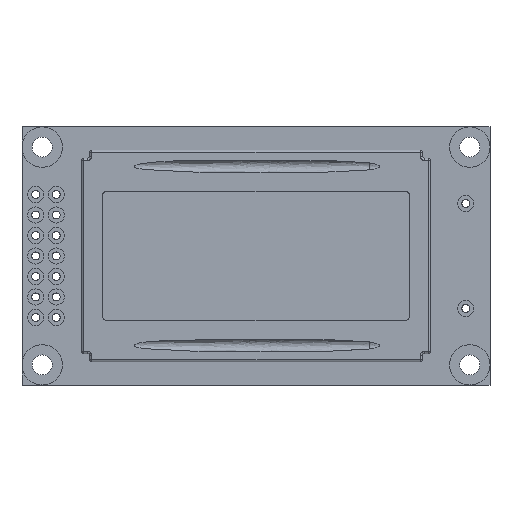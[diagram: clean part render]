
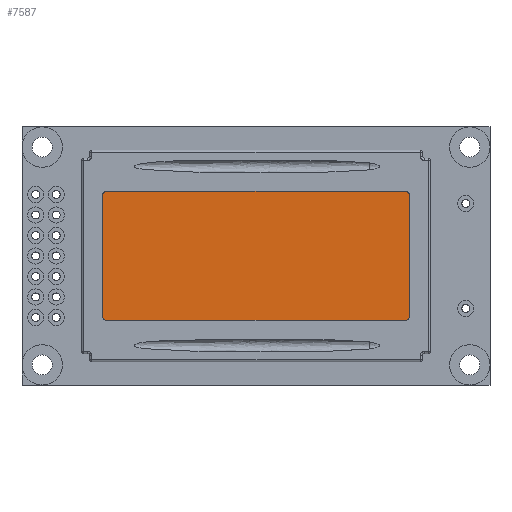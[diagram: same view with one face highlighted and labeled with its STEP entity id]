
A CAD part, top view. The second image highlights one B-rep face of the part: STEP entity #7587.
In plain terms, the highlighted planar face has unit normal (0, 0, 1).
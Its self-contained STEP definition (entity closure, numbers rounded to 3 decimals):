
#30 = CIRCLE ( 'NONE', #1867, 0.5 ) ;
#79 = DIRECTION ( 'NONE',  ( 1., 0., 0. ) ) ;
#107 = DIRECTION ( 'NONE',  ( 1., 0., 0. ) ) ;
#284 = AXIS2_PLACEMENT_3D ( 'NONE', #11010, #5913, #6751 ) ;
#428 = CARTESIAN_POINT ( 'NONE',  ( -19., 7.5, 7.7 ) ) ;
#460 = ORIENTED_EDGE ( 'NONE', *, *, #6505, .F. ) ;
#747 = VERTEX_POINT ( 'NONE', #2326 ) ;
#897 = DIRECTION ( 'NONE',  ( 0., 0., 1. ) ) ;
#913 = EDGE_CURVE ( 'NONE', #10926, #7268, #9908, .T. ) ;
#1063 = VERTEX_POINT ( 'NONE', #10182 ) ;
#1474 = FACE_OUTER_BOUND ( 'NONE', #4802, .T. ) ;
#1749 = DIRECTION ( 'NONE',  ( 1., 0., 0. ) ) ;
#1867 = AXIS2_PLACEMENT_3D ( 'NONE', #6051, #2736, #107 ) ;
#1871 = LINE ( 'NONE', #6522, #7313 ) ;
#2037 = ORIENTED_EDGE ( 'NONE', *, *, #9721, .F. ) ;
#2046 = DIRECTION ( 'NONE',  ( 0., 1., 0. ) ) ;
#2326 = CARTESIAN_POINT ( 'NONE',  ( 19., 7.5, 7.7 ) ) ;
#2514 = CARTESIAN_POINT ( 'NONE',  ( 0., 0., 7.7 ) ) ;
#2519 = VECTOR ( 'NONE', #7975, 1000. ) ;
#2641 = CARTESIAN_POINT ( 'NONE',  ( -18.5, 7.5, 7.7 ) ) ;
#2642 = EDGE_CURVE ( 'NONE', #8257, #10144, #9703, .T. ) ;
#2658 = EDGE_CURVE ( 'NONE', #10144, #1063, #6102, .T. ) ;
#2696 = VECTOR ( 'NONE', #2046, 1000. ) ;
#2736 = DIRECTION ( 'NONE',  ( 0., 0., 1. ) ) ;
#3207 = CARTESIAN_POINT ( 'NONE',  ( 18.5, -8., 7.7 ) ) ;
#3817 = CARTESIAN_POINT ( 'NONE',  ( 19., -7.5, 7.7 ) ) ;
#4210 = CARTESIAN_POINT ( 'NONE',  ( -19., -7.5, 7.7 ) ) ;
#4324 = DIRECTION ( 'NONE',  ( 1., 0., 0. ) ) ;
#4411 = DIRECTION ( 'NONE',  ( -1., 0., 0. ) ) ;
#4663 = ORIENTED_EDGE ( 'NONE', *, *, #2658, .T. ) ;
#4802 = EDGE_LOOP ( 'NONE', ( #8321, #9613, #4663, #2037, #10350, #9028, #6904, #460 ) ) ;
#4874 = DIRECTION ( 'NONE',  ( 1., 0., 0. ) ) ;
#4960 = LINE ( 'NONE', #428, #2696 ) ;
#5021 = AXIS2_PLACEMENT_3D ( 'NONE', #2514, #7700, #79 ) ;
#5343 = EDGE_CURVE ( 'NONE', #747, #8257, #5625, .T. ) ;
#5625 = CIRCLE ( 'NONE', #7663, 0.5 ) ;
#5913 = DIRECTION ( 'NONE',  ( 0., 0., 1. ) ) ;
#6051 = CARTESIAN_POINT ( 'NONE',  ( 18.5, -7.5, 7.7 ) ) ;
#6071 = CARTESIAN_POINT ( 'NONE',  ( -18.5, 8., 7.7 ) ) ;
#6102 = CIRCLE ( 'NONE', #7770, 0.5 ) ;
#6222 = EDGE_CURVE ( 'NONE', #6801, #10252, #30, .T. ) ;
#6505 = EDGE_CURVE ( 'NONE', #747, #10252, #9291, .T. ) ;
#6522 = CARTESIAN_POINT ( 'NONE',  ( 18.5, -8., 7.7 ) ) ;
#6751 = DIRECTION ( 'NONE',  ( 1., 0., 0. ) ) ;
#6801 = VERTEX_POINT ( 'NONE', #3207 ) ;
#6895 = VECTOR ( 'NONE', #4411, 1000. ) ;
#6904 = ORIENTED_EDGE ( 'NONE', *, *, #6222, .T. ) ;
#7268 = VERTEX_POINT ( 'NONE', #8064 ) ;
#7313 = VECTOR ( 'NONE', #4874, 1000. ) ;
#7459 = CARTESIAN_POINT ( 'NONE',  ( 18.5, 8., 7.7 ) ) ;
#7587 = ADVANCED_FACE ( 'P', ( #1474 ), #9420, .T. ) ;
#7663 = AXIS2_PLACEMENT_3D ( 'NONE', #7773, #9422, #4324 ) ;
#7700 = DIRECTION ( 'NONE',  ( 0., 0., 1. ) ) ;
#7770 = AXIS2_PLACEMENT_3D ( 'NONE', #2641, #897, #1749 ) ;
#7773 = CARTESIAN_POINT ( 'NONE',  ( 18.5, 7.5, 7.7 ) ) ;
#7936 = CARTESIAN_POINT ( 'NONE',  ( -18.5, 8., 7.7 ) ) ;
#7975 = DIRECTION ( 'NONE',  ( 0., -1., 0. ) ) ;
#8064 = CARTESIAN_POINT ( 'NONE',  ( -18.5, -8., 7.7 ) ) ;
#8190 = CARTESIAN_POINT ( 'NONE',  ( 19., -7.5, 7.7 ) ) ;
#8257 = VERTEX_POINT ( 'NONE', #7459 ) ;
#8321 = ORIENTED_EDGE ( 'NONE', *, *, #5343, .T. ) ;
#9028 = ORIENTED_EDGE ( 'NONE', *, *, #10177, .T. ) ;
#9291 = LINE ( 'NONE', #3817, #2519 ) ;
#9420 = PLANE ( 'NONE',  #5021 ) ;
#9422 = DIRECTION ( 'NONE',  ( 0., 0., 1. ) ) ;
#9613 = ORIENTED_EDGE ( 'NONE', *, *, #2642, .T. ) ;
#9703 = LINE ( 'NONE', #6071, #6895 ) ;
#9721 = EDGE_CURVE ( 'NONE', #10926, #1063, #4960, .T. ) ;
#9908 = CIRCLE ( 'NONE', #284, 0.5 ) ;
#10144 = VERTEX_POINT ( 'NONE', #7936 ) ;
#10177 = EDGE_CURVE ( 'NONE', #7268, #6801, #1871, .T. ) ;
#10182 = CARTESIAN_POINT ( 'NONE',  ( -19., 7.5, 7.7 ) ) ;
#10252 = VERTEX_POINT ( 'NONE', #8190 ) ;
#10350 = ORIENTED_EDGE ( 'NONE', *, *, #913, .T. ) ;
#10926 = VERTEX_POINT ( 'NONE', #4210 ) ;
#11010 = CARTESIAN_POINT ( 'NONE',  ( -18.5, -7.5, 7.7 ) ) ;
